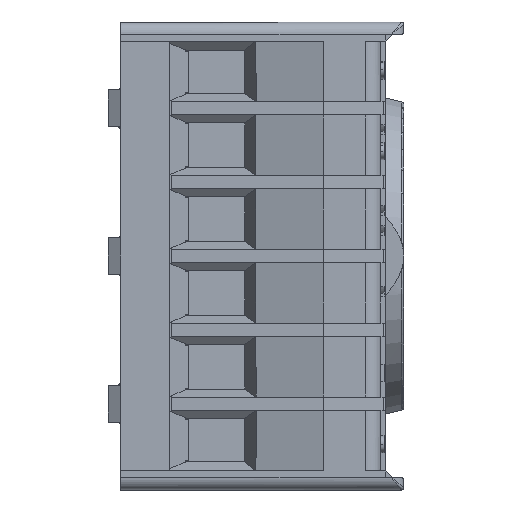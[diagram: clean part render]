
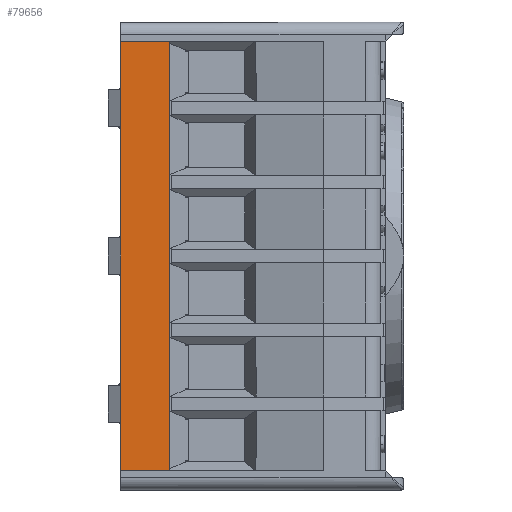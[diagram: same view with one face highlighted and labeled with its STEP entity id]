
A CAD part, left-side view. The second image highlights one B-rep face of the part: STEP entity #79656.
In plain terms, the highlighted face is planar.
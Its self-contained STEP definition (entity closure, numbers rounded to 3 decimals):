
#7269 = AXIS2_PLACEMENT_3D ( 'NONE', #109457, #50749, #49492 ) ;
#15378 = DIRECTION ( 'NONE',  ( 0., 0., -1. ) ) ;
#18256 = VERTEX_POINT ( 'NONE', #21557 ) ;
#18784 = VERTEX_POINT ( 'NONE', #31105 ) ;
#19836 = EDGE_CURVE ( 'NONE', #39387, #18256, #89621, .T. ) ;
#21263 = VERTEX_POINT ( 'NONE', #121025 ) ;
#21557 = CARTESIAN_POINT ( 'NONE',  ( 17.4, -34.05, 0. ) ) ;
#22943 = LINE ( 'NONE', #54594, #85733 ) ;
#25881 = LINE ( 'NONE', #34044, #77952 ) ;
#30485 = VECTOR ( 'NONE', #45953, 1000. ) ;
#31039 = PLANE ( 'NONE',  #7269 ) ;
#31105 = CARTESIAN_POINT ( 'NONE',  ( -17.4, -34.05, 4. ) ) ;
#34044 = CARTESIAN_POINT ( 'NONE',  ( -17.4, -34.05, 0. ) ) ;
#35052 = FACE_OUTER_BOUND ( 'NONE', #52003, .T. ) ;
#39387 = VERTEX_POINT ( 'NONE', #70699 ) ;
#45953 = DIRECTION ( 'NONE',  ( 0., 0., -1. ) ) ;
#49492 = DIRECTION ( 'NONE',  ( 0., 0., 1. ) ) ;
#50749 = DIRECTION ( 'NONE',  ( 0., 1., 0. ) ) ;
#51315 = VECTOR ( 'NONE', #15378, 1000. ) ;
#52003 = EDGE_LOOP ( 'NONE', ( #114406, #78137, #111995, #107537 ) ) ;
#54594 = CARTESIAN_POINT ( 'NONE',  ( -17.4, -34.05, 4. ) ) ;
#63594 = DIRECTION ( 'NONE',  ( 1., 0., 0. ) ) ;
#67521 = EDGE_CURVE ( 'NONE', #21263, #18256, #25881, .T. ) ;
#70699 = CARTESIAN_POINT ( 'NONE',  ( 17.4, -34.05, 4. ) ) ;
#75081 = CARTESIAN_POINT ( 'NONE',  ( -17.4, -34.05, 4. ) ) ;
#77952 = VECTOR ( 'NONE', #63594, 1000. ) ;
#78137 = ORIENTED_EDGE ( 'NONE', *, *, #19836, .F. ) ;
#78585 = EDGE_CURVE ( 'NONE', #18784, #39387, #22943, .T. ) ;
#79656 = ADVANCED_FACE ( 'NONE', ( #35052 ), #31039, .F. ) ;
#82439 = LINE ( 'NONE', #75081, #30485 ) ;
#85733 = VECTOR ( 'NONE', #114999, 1000. ) ;
#89621 = LINE ( 'NONE', #94601, #51315 ) ;
#92397 = EDGE_CURVE ( 'NONE', #18784, #21263, #82439, .T. ) ;
#94601 = CARTESIAN_POINT ( 'NONE',  ( 17.4, -34.05, 4. ) ) ;
#107537 = ORIENTED_EDGE ( 'NONE', *, *, #92397, .T. ) ;
#109457 = CARTESIAN_POINT ( 'NONE',  ( -17.4, -34.05, 4. ) ) ;
#111995 = ORIENTED_EDGE ( 'NONE', *, *, #78585, .F. ) ;
#114406 = ORIENTED_EDGE ( 'NONE', *, *, #67521, .T. ) ;
#114999 = DIRECTION ( 'NONE',  ( 1., 0., 0. ) ) ;
#121025 = CARTESIAN_POINT ( 'NONE',  ( -17.4, -34.05, 0. ) ) ;
